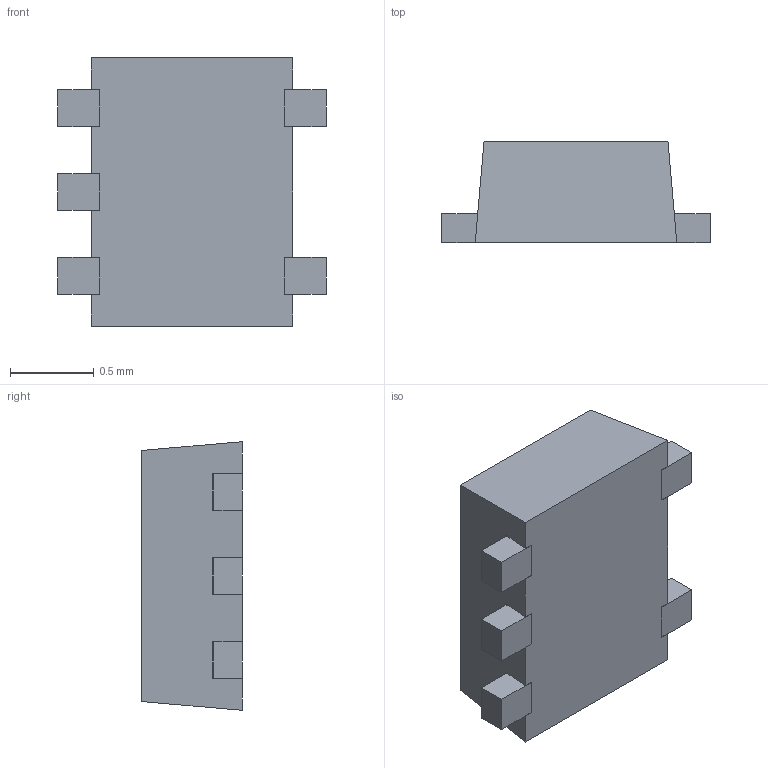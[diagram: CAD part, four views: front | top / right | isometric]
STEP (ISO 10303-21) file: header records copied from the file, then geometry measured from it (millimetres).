
FILE_DESCRIPTION (( 'STEP AP214' ), '1' );
FILE_NAME ('NL17SV08XV5T2G.STEP', '2021-09-16T16:43:16', ( '' ), ( '' ), 'SwSTEP 2.0', 'SolidWorks 2017', '' );
FILE_SCHEMA (( 'AUTOMOTIVE_DESIGN' ));
Length unit declared in the file: millimetre
Products named in the file (1): NL17SV08XV5T2G
Bounding box: 1.6 x 0.6 x 1.6 mm (x, y, z)
Volume: 1.1 mm3; surface area: 8.3 mm2
Topology: 7 solids, 7 shells, 63 faces, 144 edges, 96 vertices
Faces by surface type: plane 59, cylinder 4
Entity records: 1834 total; most frequent: CARTESIAN_POINT 304, ORIENTED_EDGE 288, DIRECTION 280, EDGE_CURVE 144, VECTOR 136, LINE 136, VERTEX_POINT 96, AXIS2_PLACEMENT_3D 72
